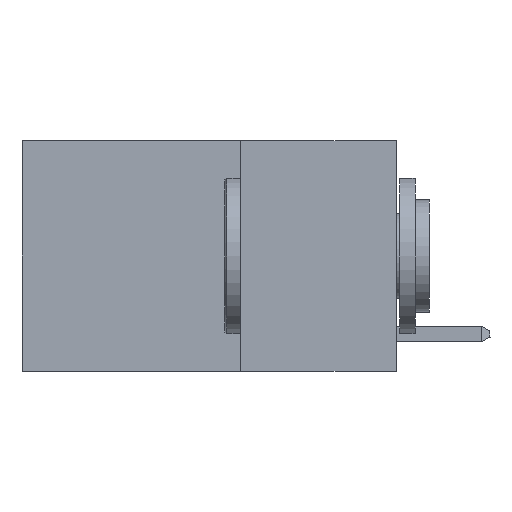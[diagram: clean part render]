
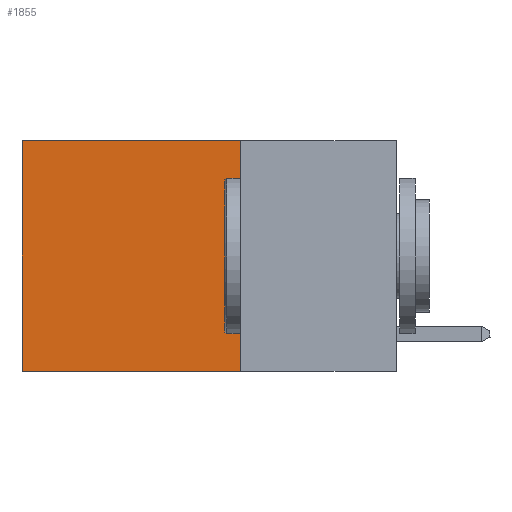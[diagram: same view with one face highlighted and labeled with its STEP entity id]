
A CAD part, left-side view. The second image highlights one B-rep face of the part: STEP entity #1855.
In plain terms, the highlighted planar face has unit normal (-1, 0, 0).
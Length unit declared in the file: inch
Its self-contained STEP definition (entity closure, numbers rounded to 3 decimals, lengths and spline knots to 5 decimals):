
#405 = VECTOR ( 'NONE', #2291, 39.37008 ) ;
#933 = EDGE_CURVE ( 'NONE', #14078, #9475, #10449, .T. ) ;
#1559 = CARTESIAN_POINT ( 'NONE',  ( 0.2625, 0.6, 0. ) ) ;
#1855 = ADVANCED_FACE ( 'NONE', ( #3842 ), #5221, .F. ) ;
#2084 = ORIENTED_EDGE ( 'NONE', *, *, #933, .T. ) ;
#2198 = ORIENTED_EDGE ( 'NONE', *, *, #8509, .T. ) ;
#2291 = DIRECTION ( 'NONE',  ( 0., 1., 0. ) ) ;
#2698 = VERTEX_POINT ( 'NONE', #12265 ) ;
#3116 = CARTESIAN_POINT ( 'NONE',  ( 0.2625, 0.25, 0. ) ) ;
#3340 = AXIS2_PLACEMENT_3D ( 'NONE', #7328, #14051, #3909 ) ;
#3400 = CARTESIAN_POINT ( 'NONE',  ( 0.2625, 0.6, 0. ) ) ;
#3842 = FACE_OUTER_BOUND ( 'NONE', #14435, .T. ) ;
#3909 = DIRECTION ( 'NONE',  ( 0., 0., -1. ) ) ;
#5221 = PLANE ( 'NONE',  #3340 ) ;
#6885 = ORIENTED_EDGE ( 'NONE', *, *, #14524, .F. ) ;
#7328 = CARTESIAN_POINT ( 'NONE',  ( 0.2625, 0.25, 0. ) ) ;
#7550 = DIRECTION ( 'NONE',  ( 0., 1., 0. ) ) ;
#7684 = LINE ( 'NONE', #13510, #405 ) ;
#8476 = VERTEX_POINT ( 'NONE', #12065 ) ;
#8509 = EDGE_CURVE ( 'NONE', #2698, #14078, #9051, .T. ) ;
#8525 = VECTOR ( 'NONE', #9110, 39.37008 ) ;
#8743 = VECTOR ( 'NONE', #9714, 39.37008 ) ;
#9051 = LINE ( 'NONE', #3116, #12970 ) ;
#9110 = DIRECTION ( 'NONE',  ( 0., 0., -1. ) ) ;
#9475 = VERTEX_POINT ( 'NONE', #13839 ) ;
#9714 = DIRECTION ( 'NONE',  ( 0., 0., -1. ) ) ;
#10292 = LINE ( 'NONE', #12713, #8525 ) ;
#10449 = LINE ( 'NONE', #1559, #8743 ) ;
#11118 = ORIENTED_EDGE ( 'NONE', *, *, #11974, .F. ) ;
#11974 = EDGE_CURVE ( 'NONE', #2698, #8476, #10292, .T. ) ;
#12065 = CARTESIAN_POINT ( 'NONE',  ( 0.2625, 0.25, -0.37 ) ) ;
#12265 = CARTESIAN_POINT ( 'NONE',  ( 0.2625, 0.25, 0. ) ) ;
#12713 = CARTESIAN_POINT ( 'NONE',  ( 0.2625, 0.25, 0. ) ) ;
#12970 = VECTOR ( 'NONE', #7550, 39.37008 ) ;
#13510 = CARTESIAN_POINT ( 'NONE',  ( 0.2625, 0.25, -0.37 ) ) ;
#13839 = CARTESIAN_POINT ( 'NONE',  ( 0.2625, 0.6, -0.37 ) ) ;
#14051 = DIRECTION ( 'NONE',  ( 1., 0., 0. ) ) ;
#14078 = VERTEX_POINT ( 'NONE', #3400 ) ;
#14435 = EDGE_LOOP ( 'NONE', ( #2084, #6885, #11118, #2198 ) ) ;
#14524 = EDGE_CURVE ( 'NONE', #8476, #9475, #7684, .T. ) ;
